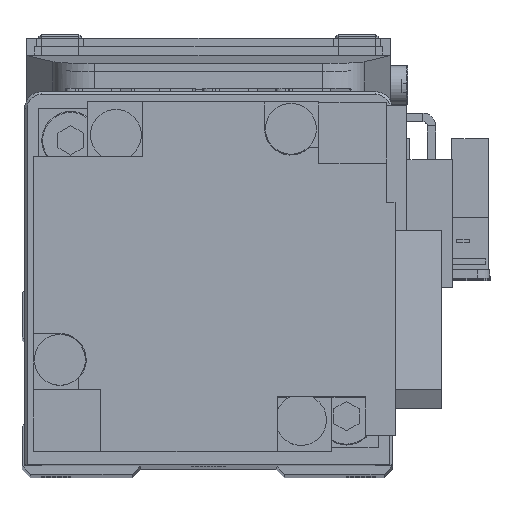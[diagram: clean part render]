
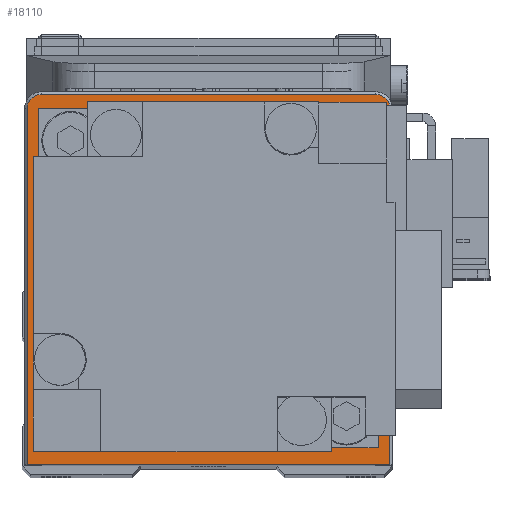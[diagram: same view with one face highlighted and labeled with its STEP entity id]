
A CAD part, top view. The second image highlights one B-rep face of the part: STEP entity #18110.
In plain terms, the highlighted planar face has unit normal (0, 0, 1).
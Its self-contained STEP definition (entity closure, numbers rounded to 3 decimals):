
#322 = LINE ( 'NONE', #11846, #30401 ) ;
#569 = VECTOR ( 'NONE', #10109, 1000. ) ;
#1696 = CARTESIAN_POINT ( 'NONE',  ( 21.4, 20., 26.5 ) ) ;
#1837 = VERTEX_POINT ( 'NONE', #36175 ) ;
#2236 = DIRECTION ( 'NONE',  ( 0., 0., 1. ) ) ;
#2877 = CARTESIAN_POINT ( 'NONE',  ( -10., 0., 26.5 ) ) ;
#3302 = VERTEX_POINT ( 'NONE', #36772 ) ;
#3545 = DIRECTION ( 'NONE',  ( 0., 0., 1. ) ) ;
#4192 = VERTEX_POINT ( 'NONE', #30599 ) ;
#5209 = EDGE_CURVE ( 'NONE', #28858, #4192, #11242, .T. ) ;
#6231 = CARTESIAN_POINT ( 'NONE',  ( -21.4, -22., 26.5 ) ) ;
#6552 = ORIENTED_EDGE ( 'NONE', *, *, #17991, .T. ) ;
#6622 = VERTEX_POINT ( 'NONE', #6866 ) ;
#6866 = CARTESIAN_POINT ( 'NONE',  ( -21.4, 20., 26.5 ) ) ;
#7002 = AXIS2_PLACEMENT_3D ( 'NONE', #33754, #7881, #19393 ) ;
#7881 = DIRECTION ( 'NONE',  ( 0., 0., 1. ) ) ;
#8588 = ORIENTED_EDGE ( 'NONE', *, *, #25047, .T. ) ;
#8832 = CARTESIAN_POINT ( 'NONE',  ( 0., 0., 26.5 ) ) ;
#9318 = VERTEX_POINT ( 'NONE', #2877 ) ;
#10109 = DIRECTION ( 'NONE',  ( -1., 0., 0. ) ) ;
#11242 = LINE ( 'NONE', #22749, #18236 ) ;
#11537 = CIRCLE ( 'NONE', #32632, 1.7 ) ;
#11668 = FACE_OUTER_BOUND ( 'NONE', #17203, .T. ) ;
#11846 = CARTESIAN_POINT ( 'NONE',  ( -21.4, -22., 26.5 ) ) ;
#11953 = AXIS2_PLACEMENT_3D ( 'NONE', #8832, #20345, #31859 ) ;
#12329 = VERTEX_POINT ( 'NONE', #25452 ) ;
#12537 = CIRCLE ( 'NONE', #33643, 1.7 ) ;
#13049 = EDGE_LOOP ( 'NONE', ( #24276, #31402 ) ) ;
#13216 = DIRECTION ( 'NONE',  ( 0., 1., 0. ) ) ;
#13442 = EDGE_CURVE ( 'NONE', #4192, #1837, #27571, .T. ) ;
#13457 = CARTESIAN_POINT ( 'NONE',  ( -19.7, 20., 26.5 ) ) ;
#13759 = DIRECTION ( 'NONE',  ( 1., 0., 0. ) ) ;
#15059 = DIRECTION ( 'NONE',  ( 1., 0., 0. ) ) ;
#15641 = VECTOR ( 'NONE', #13216, 1000. ) ;
#17203 = EDGE_LOOP ( 'NONE', ( #19700, #27668, #6552, #30438, #32708, #8588 ) ) ;
#17991 = EDGE_CURVE ( 'NONE', #1837, #33611, #12537, .T. ) ;
#18110 = ADVANCED_FACE ( 'NONE', ( #11668, #23180 ), #34710, .T. ) ;
#18236 = VECTOR ( 'NONE', #34271, 1000. ) ;
#19109 = CARTESIAN_POINT ( 'NONE',  ( 19.7, 21.7, 26.5 ) ) ;
#19393 = DIRECTION ( 'NONE',  ( 1., 0., 0. ) ) ;
#19700 = ORIENTED_EDGE ( 'NONE', *, *, #5209, .T. ) ;
#20345 = DIRECTION ( 'NONE',  ( 0., 0., 1. ) ) ;
#22749 = CARTESIAN_POINT ( 'NONE',  ( -21.7, -22., 26.5 ) ) ;
#23180 = FACE_BOUND ( 'NONE', #13049, .T. ) ;
#23279 = CIRCLE ( 'NONE', #7002, 10. ) ;
#23347 = DIRECTION ( 'NONE',  ( 0., -1., 0. ) ) ;
#24276 = ORIENTED_EDGE ( 'NONE', *, *, #27467, .F. ) ;
#24457 = LINE ( 'NONE', #35988, #569 ) ;
#24978 = DIRECTION ( 'NONE',  ( 0., 0., 1. ) ) ;
#25047 = EDGE_CURVE ( 'NONE', #6622, #28858, #322, .T. ) ;
#25452 = CARTESIAN_POINT ( 'NONE',  ( 10., 0., 26.5 ) ) ;
#27467 = EDGE_CURVE ( 'NONE', #9318, #12329, #23279, .T. ) ;
#27571 = LINE ( 'NONE', #1696, #15641 ) ;
#27668 = ORIENTED_EDGE ( 'NONE', *, *, #13442, .T. ) ;
#28112 = CARTESIAN_POINT ( 'NONE',  ( 19.7, 20., 26.5 ) ) ;
#28858 = VERTEX_POINT ( 'NONE', #6231 ) ;
#29226 = CIRCLE ( 'NONE', #34054, 10. ) ;
#29257 = EDGE_CURVE ( 'NONE', #33611, #3302, #24457, .T. ) ;
#29424 = CARTESIAN_POINT ( 'NONE',  ( 0., 0., 26.5 ) ) ;
#30401 = VECTOR ( 'NONE', #23347, 1000. ) ;
#30438 = ORIENTED_EDGE ( 'NONE', *, *, #29257, .T. ) ;
#30599 = CARTESIAN_POINT ( 'NONE',  ( 21.4, -22., 26.5 ) ) ;
#31091 = EDGE_CURVE ( 'NONE', #3302, #6622, #11537, .T. ) ;
#31402 = ORIENTED_EDGE ( 'NONE', *, *, #36296, .F. ) ;
#31859 = DIRECTION ( 'NONE',  ( 1., 0., 0. ) ) ;
#32632 = AXIS2_PLACEMENT_3D ( 'NONE', #13457, #24978, #36505 ) ;
#32708 = ORIENTED_EDGE ( 'NONE', *, *, #31091, .T. ) ;
#33611 = VERTEX_POINT ( 'NONE', #19109 ) ;
#33643 = AXIS2_PLACEMENT_3D ( 'NONE', #28112, #2236, #13759 ) ;
#33754 = CARTESIAN_POINT ( 'NONE',  ( 0., 0., 26.5 ) ) ;
#34054 = AXIS2_PLACEMENT_3D ( 'NONE', #29424, #3545, #15059 ) ;
#34271 = DIRECTION ( 'NONE',  ( 1., 0., 0. ) ) ;
#34710 = PLANE ( 'NONE',  #11953 ) ;
#35988 = CARTESIAN_POINT ( 'NONE',  ( -19.7, 21.7, 26.5 ) ) ;
#36175 = CARTESIAN_POINT ( 'NONE',  ( 21.4, 20., 26.5 ) ) ;
#36296 = EDGE_CURVE ( 'NONE', #12329, #9318, #29226, .T. ) ;
#36505 = DIRECTION ( 'NONE',  ( 1., 0., 0. ) ) ;
#36772 = CARTESIAN_POINT ( 'NONE',  ( -19.7, 21.7, 26.5 ) ) ;
